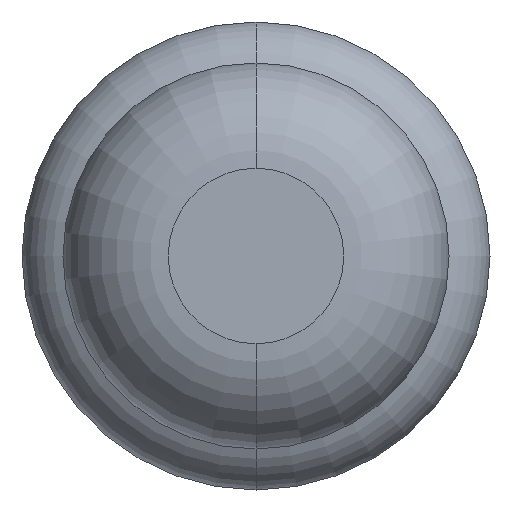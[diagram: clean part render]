
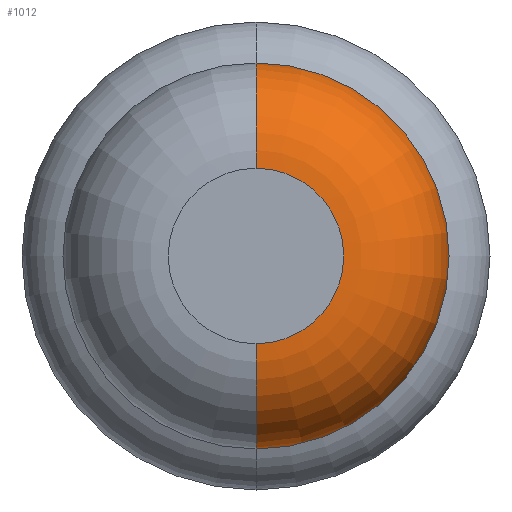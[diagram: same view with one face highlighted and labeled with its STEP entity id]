
A CAD part, front view. The second image highlights one B-rep face of the part: STEP entity #1012.
In plain terms, the highlighted toroidal (fillet/blend) face has major radius 0.375 mm and minor radius 0.45 mm.
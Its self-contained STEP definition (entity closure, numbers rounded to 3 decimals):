
#104 = CARTESIAN_POINT ( 'NONE',  ( 0., -25.55, -0.825 ) ) ;
#170 = CIRCLE ( 'NONE', #4531, 0.375 ) ;
#387 = EDGE_CURVE ( 'Defeature ausgef�hrt1_9+Defeature ausgef�hrt1_8+Defeature ausgef�hrt1_8+Defeature ausgef�hrt1_8', #2257, #3462, #1878, .T. ) ;
#408 = DIRECTION ( 'NONE',  ( 0., 1., 0. ) ) ;
#515 = EDGE_LOOP ( 'NONE', ( #858, #1638, #1540, #606 ) ) ;
#606 = ORIENTED_EDGE ( 'NONE', *, *, #4002, .F. ) ;
#743 = DIRECTION ( 'NONE',  ( 0., 0., 1. ) ) ;
#858 = ORIENTED_EDGE ( 'NONE', *, *, #2912, .T. ) ;
#1012 = ADVANCED_FACE ( 'Defeature ausgef�hrt1_8', ( #2221 ), #4636, .T. ) ;
#1068 = CARTESIAN_POINT ( 'NONE',  ( 0., -25.55, 0. ) ) ;
#1398 = DIRECTION ( 'NONE',  ( 0., 0., -1. ) ) ;
#1407 = CIRCLE ( 'NONE', #4332, 0.45 ) ;
#1518 = DIRECTION ( 'NONE',  ( -1., 0., 0. ) ) ;
#1540 = ORIENTED_EDGE ( 'NONE', *, *, #387, .F. ) ;
#1638 = ORIENTED_EDGE ( 'NONE', *, *, #2229, .T. ) ;
#1878 = CIRCLE ( 'NONE', #2201, 0.825 ) ;
#2064 = DIRECTION ( 'NONE',  ( 0., 0., 1. ) ) ;
#2201 = AXIS2_PLACEMENT_3D ( 'NONE', #1068, #4267, #2064 ) ;
#2221 = FACE_OUTER_BOUND ( 'NONE', #515, .T. ) ;
#2229 = EDGE_CURVE ( 'NONE', #4254, #3462, #1407, .T. ) ;
#2256 = CARTESIAN_POINT ( 'NONE',  ( 0., -26., 0.375 ) ) ;
#2257 = VERTEX_POINT ( 'NONE', #2507 ) ;
#2378 = VERTEX_POINT ( 'NONE', #2256 ) ;
#2452 = DIRECTION ( 'NONE',  ( 0., 0., 1. ) ) ;
#2507 = CARTESIAN_POINT ( 'NONE',  ( 0., -25.55, 0.825 ) ) ;
#2634 = DIRECTION ( 'NONE',  ( 0., 0., 1. ) ) ;
#2782 = CARTESIAN_POINT ( 'NONE',  ( 0., -25.55, -0.375 ) ) ;
#2886 = CARTESIAN_POINT ( 'NONE',  ( 0., -25.55, 0. ) ) ;
#2912 = EDGE_CURVE ( 'Defeature ausgef�hrt1_8+Defeature ausgef�hrt1_7+Defeature ausgef�hrt1_7+Defeature ausgef�hrt1_7', #2378, #4254, #170, .T. ) ;
#3258 = DIRECTION ( 'NONE',  ( 0., 1., 0. ) ) ;
#3302 = CIRCLE ( 'NONE', #3883, 0.45 ) ;
#3462 = VERTEX_POINT ( 'NONE', #104 ) ;
#3643 = CARTESIAN_POINT ( 'NONE',  ( 0., -25.55, 0.375 ) ) ;
#3742 = AXIS2_PLACEMENT_3D ( 'NONE', #2886, #3258, #2452 ) ;
#3848 = DIRECTION ( 'NONE',  ( 1., 0., 0. ) ) ;
#3883 = AXIS2_PLACEMENT_3D ( 'NONE', #3643, #1518, #2634 ) ;
#4002 = EDGE_CURVE ( 'NONE', #2378, #2257, #3302, .T. ) ;
#4254 = VERTEX_POINT ( 'NONE', #4496 ) ;
#4267 = DIRECTION ( 'NONE',  ( 0., 1., 0. ) ) ;
#4286 = CARTESIAN_POINT ( 'NONE',  ( 0., -26., 0. ) ) ;
#4332 = AXIS2_PLACEMENT_3D ( 'NONE', #2782, #3848, #1398 ) ;
#4496 = CARTESIAN_POINT ( 'NONE',  ( 0., -26., -0.375 ) ) ;
#4531 = AXIS2_PLACEMENT_3D ( 'NONE', #4286, #408, #743 ) ;
#4636 = TOROIDAL_SURFACE ( 'NONE', #3742, 0.375, 0.45 ) ;
